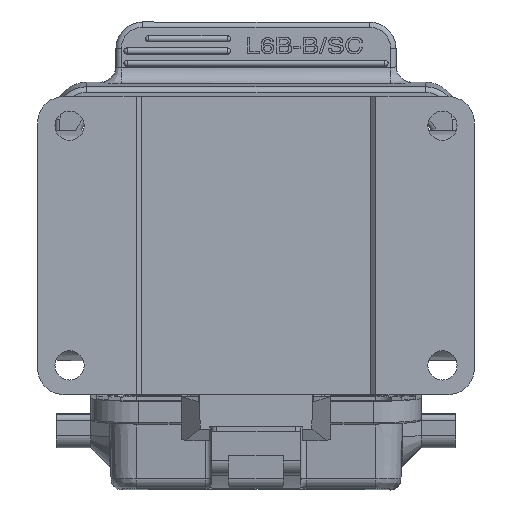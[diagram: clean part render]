
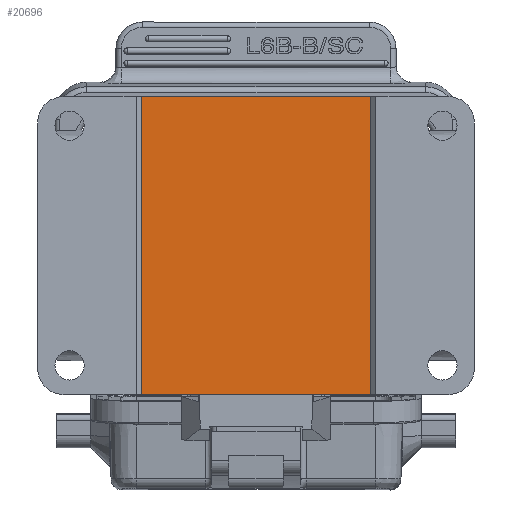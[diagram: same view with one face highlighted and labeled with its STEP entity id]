
A CAD part, front view. The second image highlights one B-rep face of the part: STEP entity #20696.
In plain terms, the highlighted planar face has unit normal (0, -1, 0).
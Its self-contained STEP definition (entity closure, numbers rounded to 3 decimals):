
#1038=DIRECTION('',(1.,0.,0.));
#1039=VECTOR('',#1038,43.);
#1040=CARTESIAN_POINT('',(20.5,1.,
-69.972));
#1041=LINE('',#1040,#1039);
#1399=DIRECTION('',(-1.,0.,0.));
#1400=VECTOR('',#1399,43.);
#1401=CARTESIAN_POINT('',(63.5,1.,
-13.972));
#1402=LINE('',#1401,#1400);
#1449=DIRECTION('',(0.,0.,1.));
#1450=VECTOR('',#1449,56.);
#1451=CARTESIAN_POINT('',(63.5,1.,
-69.972));
#1452=LINE('',#1451,#1450);
#1453=DIRECTION('',(0.,0.,1.));
#1454=VECTOR('',#1453,56.);
#1455=CARTESIAN_POINT('',(20.5,1.,
-69.972));
#1456=LINE('',#1455,#1454);
#16756=CARTESIAN_POINT('',(20.5,1.,
-69.972));
#16757=VERTEX_POINT('',#16756);
#16758=CARTESIAN_POINT('',(63.5,1.,
-69.972));
#16759=VERTEX_POINT('',#16758);
#16838=CARTESIAN_POINT('',(63.5,1.,
-13.972));
#16839=VERTEX_POINT('',#16838);
#16840=CARTESIAN_POINT('',(20.5,1.,
-13.972));
#16841=VERTEX_POINT('',#16840);
#20684=CARTESIAN_POINT('',(42.,1.,-41.972));
#20685=DIRECTION('',(0.,1.,0.));
#20686=DIRECTION('',(0.,0.,1.));
#20687=AXIS2_PLACEMENT_3D('',#20684,#20685,#20686);
#20688=PLANE('',#20687);
#20689=ORIENTED_EDGE('',*,*,#20010,.F.);
#20691=ORIENTED_EDGE('',*,*,#20690,.T.);
#20692=ORIENTED_EDGE('',*,*,#20620,.F.);
#20693=ORIENTED_EDGE('',*,*,#20676,.F.);
#20694=EDGE_LOOP('',(#20689,#20691,#20692,#20693));
#20695=FACE_OUTER_BOUND('',#20694,.F.);
#20010=EDGE_CURVE('',#16757,#16759,#1041,.T.);
#20620=EDGE_CURVE('',#16839,#16841,#1402,.T.);
#20676=EDGE_CURVE('',#16759,#16839,#1452,.T.);
#20690=EDGE_CURVE('',#16757,#16841,#1456,.T.);
#20696=ADVANCED_FACE('',(#20695),#20688,.F.);
